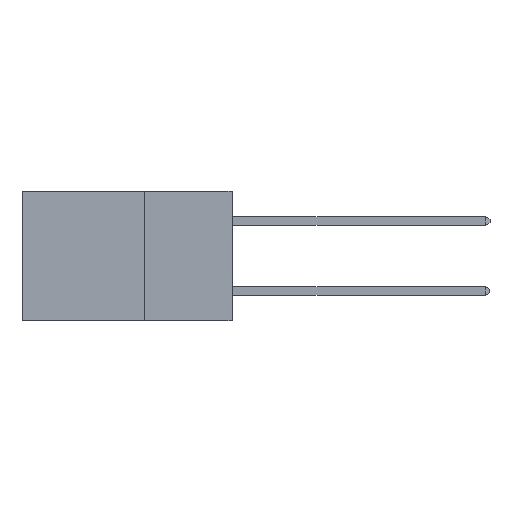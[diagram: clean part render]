
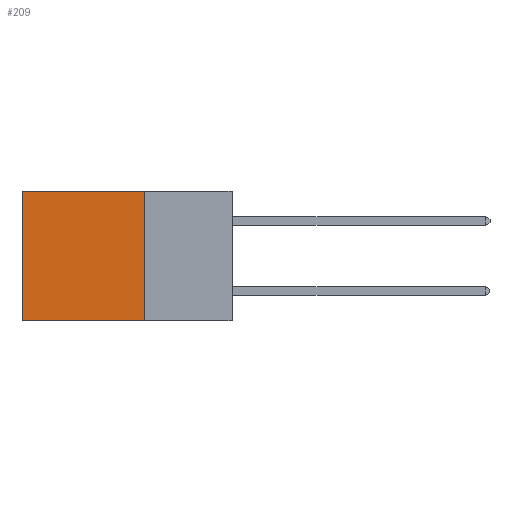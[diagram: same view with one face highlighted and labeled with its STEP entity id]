
A CAD part, left-side view. The second image highlights one B-rep face of the part: STEP entity #209.
In plain terms, the highlighted planar face has unit normal (-1, 0, 0).
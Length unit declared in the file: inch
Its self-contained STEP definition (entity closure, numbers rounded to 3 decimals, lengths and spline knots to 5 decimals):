
#209 = ADVANCED_FACE ( 'NONE', ( #10776 ), #1539, .F. ) ;
#800 = ORIENTED_EDGE ( 'NONE', *, *, #2810, .F. ) ;
#827 = ORIENTED_EDGE ( 'NONE', *, *, #1456, .F. ) ;
#1309 = VERTEX_POINT ( 'NONE', #15441 ) ;
#1456 = EDGE_CURVE ( 'NONE', #11696, #10517, #1736, .T. ) ;
#1539 = PLANE ( 'NONE',  #3309 ) ;
#1736 = LINE ( 'NONE', #13113, #5559 ) ;
#1784 = DIRECTION ( 'NONE',  ( 0., 0., -1. ) ) ;
#2135 = VERTEX_POINT ( 'NONE', #5126 ) ;
#2810 = EDGE_CURVE ( 'NONE', #10517, #1309, #7898, .T. ) ;
#3309 = AXIS2_PLACEMENT_3D ( 'NONE', #11686, #10671, #1784 ) ;
#4298 = EDGE_CURVE ( 'NONE', #11696, #2135, #5487, .T. ) ;
#4446 = CARTESIAN_POINT ( 'NONE',  ( 0.2875, 0.25, 0. ) ) ;
#5126 = CARTESIAN_POINT ( 'NONE',  ( 0.2875, 0.6, 0. ) ) ;
#5292 = CARTESIAN_POINT ( 'NONE',  ( 0.2875, 0.25, -0.37 ) ) ;
#5416 = CARTESIAN_POINT ( 'NONE',  ( 0.2875, 0.6, 0. ) ) ;
#5464 = LINE ( 'NONE', #5416, #14879 ) ;
#5487 = LINE ( 'NONE', #4446, #11895 ) ;
#5559 = VECTOR ( 'NONE', #13057, 39.37008 ) ;
#5731 = DIRECTION ( 'NONE',  ( 0., 1., 0. ) ) ;
#7462 = EDGE_LOOP ( 'NONE', ( #8525, #800, #827, #13491 ) ) ;
#7898 = LINE ( 'NONE', #11578, #14366 ) ;
#8525 = ORIENTED_EDGE ( 'NONE', *, *, #15709, .T. ) ;
#10517 = VERTEX_POINT ( 'NONE', #5292 ) ;
#10671 = DIRECTION ( 'NONE',  ( 1., 0., 0. ) ) ;
#10776 = FACE_OUTER_BOUND ( 'NONE', #7462, .T. ) ;
#10906 = CARTESIAN_POINT ( 'NONE',  ( 0.2875, 0.25, 0. ) ) ;
#11578 = CARTESIAN_POINT ( 'NONE',  ( 0.2875, 0.25, -0.37 ) ) ;
#11686 = CARTESIAN_POINT ( 'NONE',  ( 0.2875, 0.25, 0. ) ) ;
#11696 = VERTEX_POINT ( 'NONE', #10906 ) ;
#11783 = DIRECTION ( 'NONE',  ( 0., 0., -1. ) ) ;
#11895 = VECTOR ( 'NONE', #5731, 39.37008 ) ;
#13057 = DIRECTION ( 'NONE',  ( 0., 0., -1. ) ) ;
#13113 = CARTESIAN_POINT ( 'NONE',  ( 0.2875, 0.25, 0. ) ) ;
#13491 = ORIENTED_EDGE ( 'NONE', *, *, #4298, .T. ) ;
#14366 = VECTOR ( 'NONE', #15454, 39.37008 ) ;
#14879 = VECTOR ( 'NONE', #11783, 39.37008 ) ;
#15441 = CARTESIAN_POINT ( 'NONE',  ( 0.2875, 0.6, -0.37 ) ) ;
#15454 = DIRECTION ( 'NONE',  ( 0., 1., 0. ) ) ;
#15709 = EDGE_CURVE ( 'NONE', #2135, #1309, #5464, .T. ) ;
